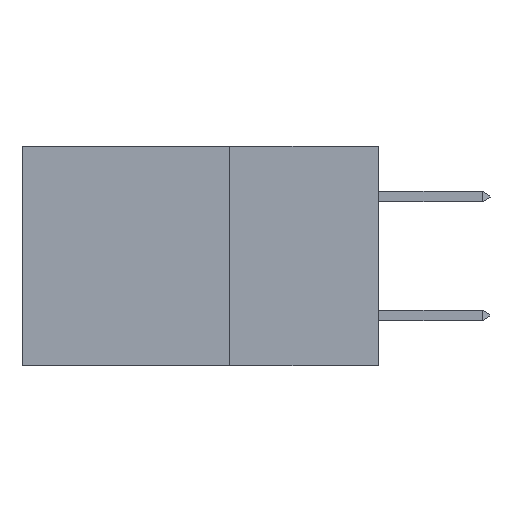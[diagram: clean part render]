
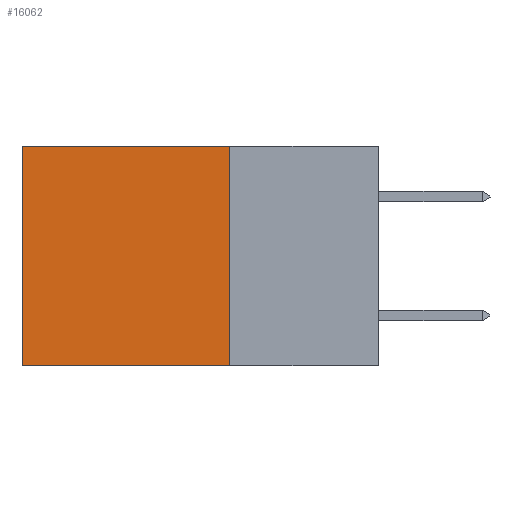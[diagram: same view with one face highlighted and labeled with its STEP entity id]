
A CAD part, left-side view. The second image highlights one B-rep face of the part: STEP entity #16062.
In plain terms, the highlighted planar face has unit normal (-1, 0, 0).
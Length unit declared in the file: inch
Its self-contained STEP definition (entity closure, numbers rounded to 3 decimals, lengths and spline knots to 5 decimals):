
#409 = DIRECTION ( 'NONE',  ( 0., 0., -1. ) ) ;
#1576 = EDGE_CURVE ( 'NONE', #33526, #13406, #28388, .T. ) ;
#1587 = DIRECTION ( 'NONE',  ( 0., 1., 0. ) ) ;
#2702 = CARTESIAN_POINT ( 'NONE',  ( 0.298, 0.6, 0. ) ) ;
#2792 = VECTOR ( 'NONE', #1587, 39.37008 ) ;
#3689 = VECTOR ( 'NONE', #16032, 39.37008 ) ;
#3800 = EDGE_LOOP ( 'NONE', ( #5344, #29456, #29663, #18333 ) ) ;
#5344 = ORIENTED_EDGE ( 'NONE', *, *, #12031, .T. ) ;
#6637 = VERTEX_POINT ( 'NONE', #22473 ) ;
#7327 = CARTESIAN_POINT ( 'NONE',  ( 0.298, 0.25, 0. ) ) ;
#9297 = CARTESIAN_POINT ( 'NONE',  ( 0.298, 0.25, -0.37 ) ) ;
#10399 = CARTESIAN_POINT ( 'NONE',  ( 0.298, 0.25, -0.37 ) ) ;
#12031 = EDGE_CURVE ( 'NONE', #16249, #13406, #17699, .T. ) ;
#12746 = LINE ( 'NONE', #28281, #20171 ) ;
#12798 = AXIS2_PLACEMENT_3D ( 'NONE', #13600, #27015, #409 ) ;
#13365 = FACE_OUTER_BOUND ( 'NONE', #3800, .T. ) ;
#13406 = VERTEX_POINT ( 'NONE', #25243 ) ;
#13600 = CARTESIAN_POINT ( 'NONE',  ( 0.298, 0.25, 0. ) ) ;
#14811 = EDGE_CURVE ( 'NONE', #6637, #16249, #21739, .T. ) ;
#16032 = DIRECTION ( 'NONE',  ( 0., 0., -1. ) ) ;
#16062 = ADVANCED_FACE ( 'NONE', ( #13365 ), #31776, .F. ) ;
#16249 = VERTEX_POINT ( 'NONE', #29900 ) ;
#17432 = DIRECTION ( 'NONE',  ( 0., 1., 0. ) ) ;
#17699 = LINE ( 'NONE', #2702, #3689 ) ;
#18333 = ORIENTED_EDGE ( 'NONE', *, *, #14811, .T. ) ;
#20171 = VECTOR ( 'NONE', #20688, 39.37008 ) ;
#20688 = DIRECTION ( 'NONE',  ( 0., 0., -1. ) ) ;
#21106 = EDGE_CURVE ( 'NONE', #6637, #33526, #12746, .T. ) ;
#21519 = VECTOR ( 'NONE', #17432, 39.37008 ) ;
#21739 = LINE ( 'NONE', #7327, #2792 ) ;
#22473 = CARTESIAN_POINT ( 'NONE',  ( 0.298, 0.25, 0. ) ) ;
#25243 = CARTESIAN_POINT ( 'NONE',  ( 0.298, 0.6, -0.37 ) ) ;
#27015 = DIRECTION ( 'NONE',  ( 1., 0., 0. ) ) ;
#28281 = CARTESIAN_POINT ( 'NONE',  ( 0.298, 0.25, 0. ) ) ;
#28388 = LINE ( 'NONE', #9297, #21519 ) ;
#29456 = ORIENTED_EDGE ( 'NONE', *, *, #1576, .F. ) ;
#29663 = ORIENTED_EDGE ( 'NONE', *, *, #21106, .F. ) ;
#29900 = CARTESIAN_POINT ( 'NONE',  ( 0.298, 0.6, 0. ) ) ;
#31776 = PLANE ( 'NONE',  #12798 ) ;
#33526 = VERTEX_POINT ( 'NONE', #10399 ) ;
